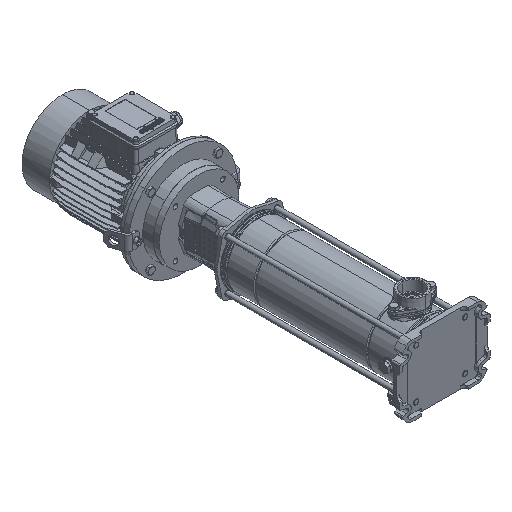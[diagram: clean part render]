
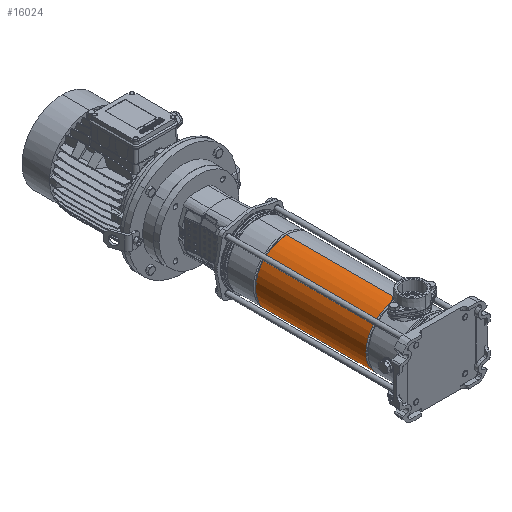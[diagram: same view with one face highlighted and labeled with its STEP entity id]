
A CAD part, isometric view. The second image highlights one B-rep face of the part: STEP entity #16024.
In plain terms, the highlighted cylindrical face has radius 85.9 mm (diameter 171.8 mm), a partial arc.
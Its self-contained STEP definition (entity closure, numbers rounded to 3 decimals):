
#6 = DIRECTION ( 'NONE',  ( -1., 0., 0. ) ) ;
#2467 = VERTEX_POINT ( 'NONE', #44541 ) ;
#6416 = DIRECTION ( 'NONE',  ( 0., 0., -1. ) ) ;
#8352 = DIRECTION ( 'NONE',  ( 0., 0., -1. ) ) ;
#9878 = CARTESIAN_POINT ( 'NONE',  ( 0., 0., 93.897 ) ) ;
#13057 = ORIENTED_EDGE ( 'NONE', *, *, #23501, .F. ) ;
#14626 = CARTESIAN_POINT ( 'NONE',  ( -85.9, 0., 399.103 ) ) ;
#16024 = ADVANCED_FACE ( 'NONE', ( #71679 ), #62833, .T. ) ;
#17202 = DIRECTION ( 'NONE',  ( -1., 0., 0. ) ) ;
#23501 = EDGE_CURVE ( 'NONE', #40234, #28289, #78633, .T. ) ;
#24935 = ORIENTED_EDGE ( 'NONE', *, *, #53865, .F. ) ;
#28289 = VERTEX_POINT ( 'NONE', #102907 ) ;
#30380 = CARTESIAN_POINT ( 'NONE',  ( 0., 0., 0. ) ) ;
#30427 = VECTOR ( 'NONE', #100550, 1000. ) ;
#31655 = CARTESIAN_POINT ( 'NONE',  ( 85.9, 0., 399.103 ) ) ;
#38278 = AXIS2_PLACEMENT_3D ( 'NONE', #9878, #8352, #17202 ) ;
#39334 = DIRECTION ( 'NONE',  ( 0., 0., -1. ) ) ;
#40234 = VERTEX_POINT ( 'NONE', #31655 ) ;
#40345 = VECTOR ( 'NONE', #6416, 1000. ) ;
#43279 = CARTESIAN_POINT ( 'NONE',  ( -85.9, 0., 0. ) ) ;
#44541 = CARTESIAN_POINT ( 'NONE',  ( -85.9, 0., 93.897 ) ) ;
#46672 = CIRCLE ( 'NONE', #38278, 85.9 ) ;
#51950 = EDGE_CURVE ( 'NONE', #40234, #56583, #73389, .T. ) ;
#53865 = EDGE_CURVE ( 'NONE', #28289, #2467, #46672, .T. ) ;
#56077 = AXIS2_PLACEMENT_3D ( 'NONE', #30380, #62303, #6 ) ;
#56583 = VERTEX_POINT ( 'NONE', #14626 ) ;
#62303 = DIRECTION ( 'NONE',  ( 0., 0., -1. ) ) ;
#62833 = CYLINDRICAL_SURFACE ( 'NONE', #56077, 85.9 ) ;
#66716 = EDGE_LOOP ( 'NONE', ( #13057, #86876, #69484, #24935 ) ) ;
#69484 = ORIENTED_EDGE ( 'NONE', *, *, #102774, .T. ) ;
#71679 = FACE_OUTER_BOUND ( 'NONE', #66716, .T. ) ;
#73389 = CIRCLE ( 'NONE', #85030, 85.9 ) ;
#78633 = LINE ( 'NONE', #94305, #40345 ) ;
#79568 = CARTESIAN_POINT ( 'NONE',  ( 0., 0., 399.103 ) ) ;
#81463 = LINE ( 'NONE', #43279, #30427 ) ;
#85030 = AXIS2_PLACEMENT_3D ( 'NONE', #79568, #39334, #101497 ) ;
#86876 = ORIENTED_EDGE ( 'NONE', *, *, #51950, .T. ) ;
#94305 = CARTESIAN_POINT ( 'NONE',  ( 85.9, 0., 0. ) ) ;
#100550 = DIRECTION ( 'NONE',  ( 0., 0., -1. ) ) ;
#101497 = DIRECTION ( 'NONE',  ( -1., 0., 0. ) ) ;
#102774 = EDGE_CURVE ( 'NONE', #56583, #2467, #81463, .T. ) ;
#102907 = CARTESIAN_POINT ( 'NONE',  ( 85.9, 0., 93.897 ) ) ;
